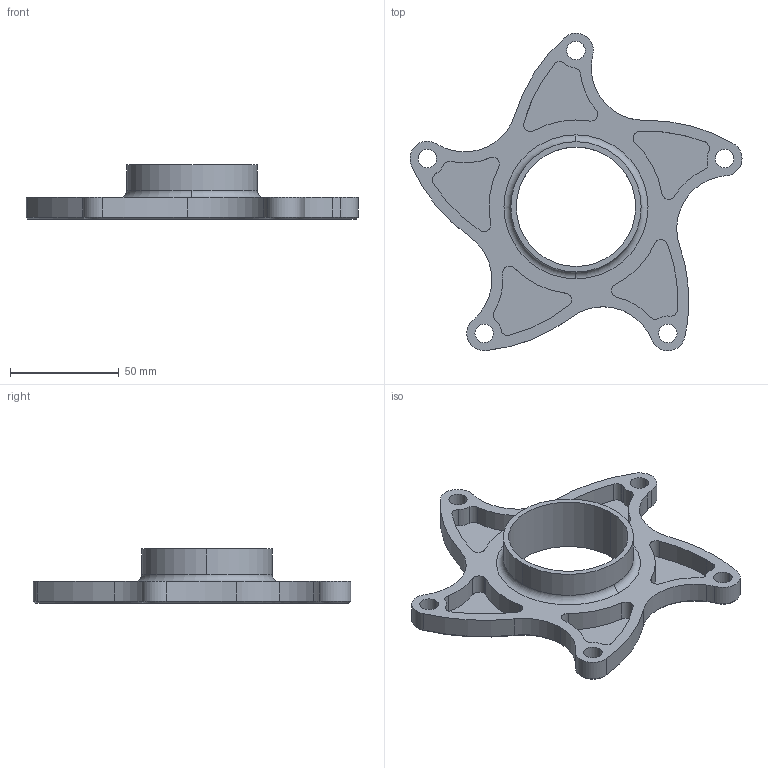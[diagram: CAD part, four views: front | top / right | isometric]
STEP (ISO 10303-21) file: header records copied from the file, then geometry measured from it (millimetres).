
FILE_DESCRIPTION (( 'STEP AP203' ), '1' );
FILE_NAME ('NFR22-SprocketAdapter-V10.STEP', '2022-02-05T01:13:51', ( '' ), ( '' ), 'SwSTEP 2.0', 'SolidWorks 2021', '' );
FILE_SCHEMA (( 'CONFIG_CONTROL_DESIGN' ));
Length unit declared in the file: inch
Products named in the file (1): NFR22-SprocketAdapter-V10
Bounding box: 152.94 x 146.22 x 25 mm (x, y, z)
Volume: 66977.9 mm3; surface area: 36052.7 mm2
Topology: 1 solids, 1 shells, 121 faces, 316 edges, 203 vertices
Faces by surface type: cylinder 86, cone 25, plane 8, torus 2
Entity records: 3924 total; most frequent: DIRECTION 755, CARTESIAN_POINT 671, ORIENTED_EDGE 632, AXIS2_PLACEMENT_3D 327, EDGE_CURVE 316, CIRCLE 205, VERTEX_POINT 203, EDGE_LOOP 139
